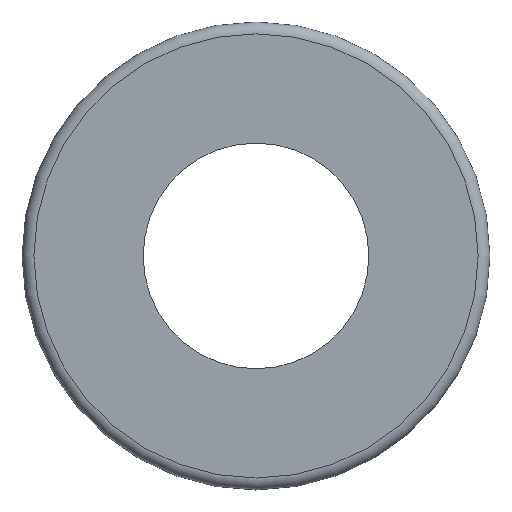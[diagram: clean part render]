
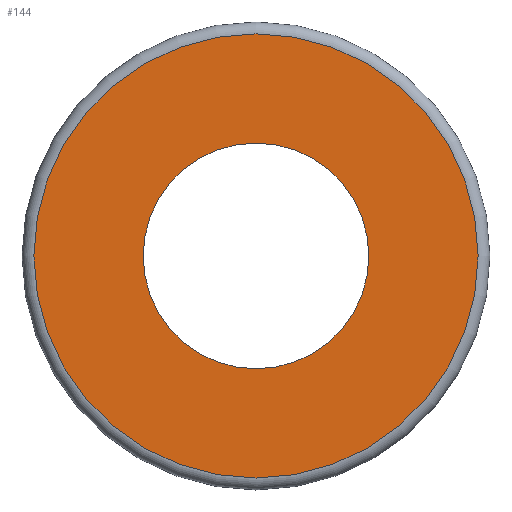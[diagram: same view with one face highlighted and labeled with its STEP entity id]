
A CAD part, top view. The second image highlights one B-rep face of the part: STEP entity #144.
In plain terms, the highlighted planar face has unit normal (0, 0, 1).
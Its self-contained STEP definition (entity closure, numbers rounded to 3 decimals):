
#16=FACE_BOUND('',#39,.T.);
#19=PLANE('',#188);
#29=FACE_OUTER_BOUND('',#38,.T.);
#38=EDGE_LOOP('',(#128,#129));
#39=EDGE_LOOP('',(#130,#131));
#48=CIRCLE('',#167,19.05);
#49=CIRCLE('',#168,19.05);
#57=CIRCLE('',#180,37.5);
#61=CIRCLE('',#184,37.5);
#64=VERTEX_POINT('',#245);
#65=VERTEX_POINT('',#246);
#72=VERTEX_POINT('',#268);
#73=VERTEX_POINT('',#269);
#78=EDGE_CURVE('',#64,#65,#48,.T.);
#79=EDGE_CURVE('',#65,#64,#49,.T.);
#89=EDGE_CURVE('',#72,#73,#57,.T.);
#93=EDGE_CURVE('',#73,#72,#61,.T.);
#128=ORIENTED_EDGE('',*,*,#89,.F.);
#129=ORIENTED_EDGE('',*,*,#93,.F.);
#130=ORIENTED_EDGE('',*,*,#78,.T.);
#131=ORIENTED_EDGE('',*,*,#79,.T.);
#144=ADVANCED_FACE('',(#29,#16),#19,.T.);
#167=AXIS2_PLACEMENT_3D('',#247,#194,#195);
#168=AXIS2_PLACEMENT_3D('',#248,#196,#197);
#180=AXIS2_PLACEMENT_3D('',#270,#222,#223);
#184=AXIS2_PLACEMENT_3D('',#276,#230,#231);
#188=AXIS2_PLACEMENT_3D('',#283,#239,#240);
#194=DIRECTION('center_axis',(0.,0.,-1.));
#195=DIRECTION('ref_axis',(1.,0.,0.));
#196=DIRECTION('center_axis',(0.,0.,-1.));
#197=DIRECTION('ref_axis',(1.,0.,0.));
#222=DIRECTION('center_axis',(0.,0.,-1.));
#223=DIRECTION('ref_axis',(-1.,0.,0.));
#230=DIRECTION('center_axis',(0.,0.,-1.));
#231=DIRECTION('ref_axis',(-1.,0.,0.));
#239=DIRECTION('center_axis',(0.,0.,1.));
#240=DIRECTION('ref_axis',(1.,0.,0.));
#245=CARTESIAN_POINT('',(19.05,0.,11.5));
#246=CARTESIAN_POINT('',(-19.05,0.,11.5));
#247=CARTESIAN_POINT('Origin',(0.,0.,11.5));
#248=CARTESIAN_POINT('Origin',(0.,0.,11.5));
#268=CARTESIAN_POINT('',(37.5,0.,11.5));
#269=CARTESIAN_POINT('',(-37.5,0.,11.5));
#270=CARTESIAN_POINT('Origin',(0.,0.,11.5));
#276=CARTESIAN_POINT('Origin',(0.,0.,11.5));
#283=CARTESIAN_POINT('Origin',(0.,0.,11.5));
